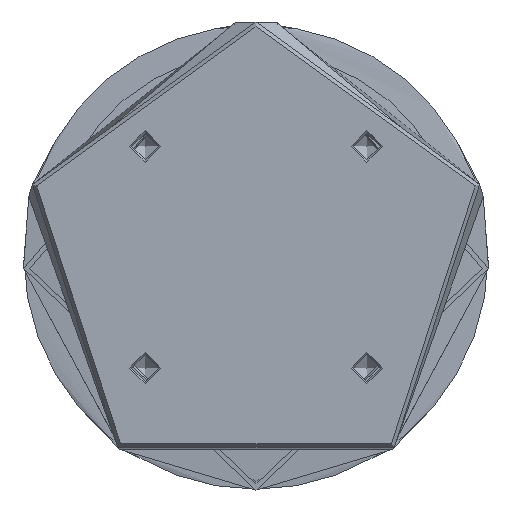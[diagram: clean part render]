
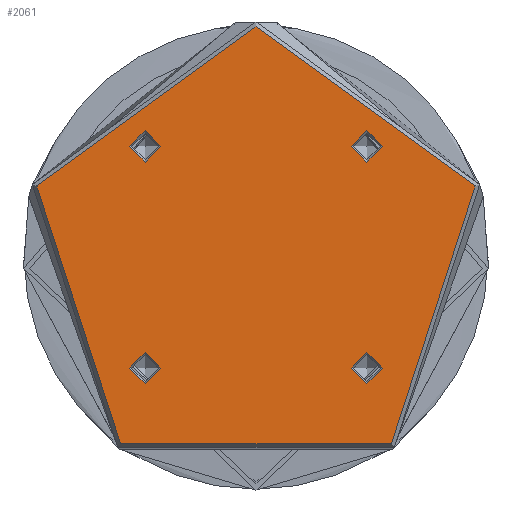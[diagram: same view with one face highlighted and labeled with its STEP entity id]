
A CAD part, front view. The second image highlights one B-rep face of the part: STEP entity #2061.
In plain terms, the highlighted face is planar.
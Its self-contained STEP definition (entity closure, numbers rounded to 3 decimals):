
#12 = VERTEX_POINT ( 'NONE', #2194 ) ;
#257 = EDGE_CURVE ( 'NONE', #12, #12, #2091, .T. ) ;
#328 = ORIENTED_EDGE ( 'NONE', *, *, #4120, .F. ) ;
#351 = VERTEX_POINT ( 'NONE', #1018 ) ;
#388 = AXIS2_PLACEMENT_3D ( 'NONE', #4488, #1958, #4902 ) ;
#571 = AXIS2_PLACEMENT_3D ( 'NONE', #3113, #3986, #1483 ) ;
#1018 = CARTESIAN_POINT ( 'NONE',  ( 73.5, 0., 0. ) ) ;
#1055 = AXIS2_PLACEMENT_3D ( 'NONE', #3606, #1117, #4042 ) ;
#1066 = PLANE ( 'NONE',  #571 ) ;
#1086 = FACE_BOUND ( 'NONE', #5027, .T. ) ;
#1092 = FACE_BOUND ( 'NONE', #1753, .T. ) ;
#1117 = DIRECTION ( 'NONE',  ( 0., 0., 1. ) ) ;
#1157 = FACE_BOUND ( 'NONE', #3478, .T. ) ;
#1274 = FACE_BOUND ( 'NONE', #3640, .T. ) ;
#1483 = DIRECTION ( 'NONE',  ( -1., 0., 0. ) ) ;
#1496 = CARTESIAN_POINT ( 'NONE',  ( -35.355, -35.355, 0. ) ) ;
#1753 = EDGE_LOOP ( 'NONE', ( #4352 ) ) ;
#1824 = CARTESIAN_POINT ( 'NONE',  ( -30.33, 35.355, 0. ) ) ;
#1842 = ORIENTED_EDGE ( 'NONE', *, *, #3772, .T. ) ;
#1844 = FACE_OUTER_BOUND ( 'NONE', #3740, .T. ) ;
#1899 = DIRECTION ( 'NONE',  ( 1., 0., 0. ) ) ;
#1958 = DIRECTION ( 'NONE',  ( 0., 0., 1. ) ) ;
#2061 = ADVANCED_FACE ( 'NONE', ( #1274, #1844, #1157, #1092, #1086 ), #1066, .F. ) ;
#2091 = CIRCLE ( 'NONE', #5173, 5.025 ) ;
#2194 = CARTESIAN_POINT ( 'NONE',  ( 40.38, -35.355, 0. ) ) ;
#2301 = DIRECTION ( 'NONE',  ( 0., 0., 1. ) ) ;
#2320 = VERTEX_POINT ( 'NONE', #2675 ) ;
#2373 = EDGE_CURVE ( 'NONE', #4970, #4970, #4786, .T. ) ;
#2492 = CARTESIAN_POINT ( 'NONE',  ( 0., 0., 0. ) ) ;
#2622 = CIRCLE ( 'NONE', #5220, 73.5 ) ;
#2675 = CARTESIAN_POINT ( 'NONE',  ( 40.38, 35.355, 0. ) ) ;
#2925 = DIRECTION ( 'NONE',  ( 1., 0., 0. ) ) ;
#3113 = CARTESIAN_POINT ( 'NONE',  ( 0., 0., 0. ) ) ;
#3363 = ORIENTED_EDGE ( 'NONE', *, *, #2373, .F. ) ;
#3443 = VERTEX_POINT ( 'NONE', #5207 ) ;
#3478 = EDGE_LOOP ( 'NONE', ( #4849 ) ) ;
#3601 = AXIS2_PLACEMENT_3D ( 'NONE', #1496, #4437, #1899 ) ;
#3606 = CARTESIAN_POINT ( 'NONE',  ( -35.355, 35.355, 0. ) ) ;
#3640 = EDGE_LOOP ( 'NONE', ( #3363 ) ) ;
#3740 = EDGE_LOOP ( 'NONE', ( #1842 ) ) ;
#3772 = EDGE_CURVE ( 'NONE', #351, #351, #2622, .T. ) ;
#3986 = DIRECTION ( 'NONE',  ( 0., 0., -1. ) ) ;
#4042 = DIRECTION ( 'NONE',  ( 1., 0., 0. ) ) ;
#4120 = EDGE_CURVE ( 'NONE', #3443, #3443, #4667, .T. ) ;
#4185 = EDGE_CURVE ( 'NONE', #2320, #2320, #5244, .T. ) ;
#4352 = ORIENTED_EDGE ( 'NONE', *, *, #257, .F. ) ;
#4437 = DIRECTION ( 'NONE',  ( 0., 0., 1. ) ) ;
#4488 = CARTESIAN_POINT ( 'NONE',  ( 35.355, 35.355, 0. ) ) ;
#4667 = CIRCLE ( 'NONE', #3601, 5.025 ) ;
#4786 = CIRCLE ( 'NONE', #1055, 5.025 ) ;
#4836 = CARTESIAN_POINT ( 'NONE',  ( 35.355, -35.355, 0. ) ) ;
#4849 = ORIENTED_EDGE ( 'NONE', *, *, #4185, .F. ) ;
#4902 = DIRECTION ( 'NONE',  ( 1., 0., 0. ) ) ;
#4970 = VERTEX_POINT ( 'NONE', #1824 ) ;
#5027 = EDGE_LOOP ( 'NONE', ( #328 ) ) ;
#5173 = AXIS2_PLACEMENT_3D ( 'NONE', #4836, #2301, #5257 ) ;
#5207 = CARTESIAN_POINT ( 'NONE',  ( -30.33, -35.355, 0. ) ) ;
#5220 = AXIS2_PLACEMENT_3D ( 'NONE', #2492, #5444, #2925 ) ;
#5244 = CIRCLE ( 'NONE', #388, 5.025 ) ;
#5257 = DIRECTION ( 'NONE',  ( 1., 0., 0. ) ) ;
#5444 = DIRECTION ( 'NONE',  ( 0., 0., 1. ) ) ;
